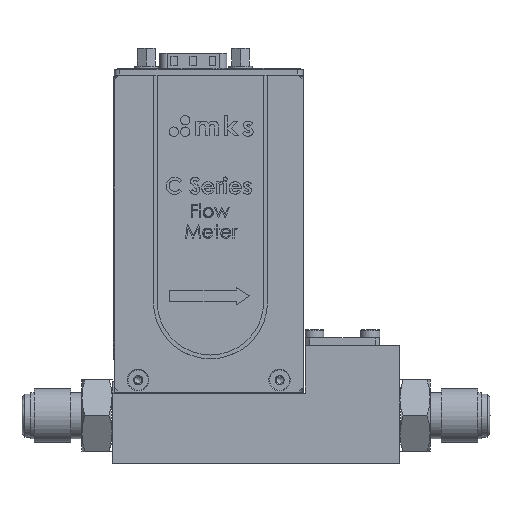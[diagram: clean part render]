
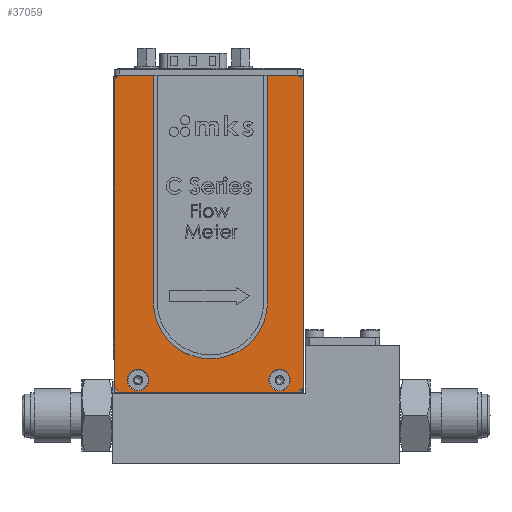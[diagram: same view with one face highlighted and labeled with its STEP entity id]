
A CAD part, top view. The second image highlights one B-rep face of the part: STEP entity #37059.
In plain terms, the highlighted planar face has unit normal (0, 0, 1).
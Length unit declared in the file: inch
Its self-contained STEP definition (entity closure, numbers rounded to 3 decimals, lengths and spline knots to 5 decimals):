
#178 = CARTESIAN_POINT ( 'NONE',  ( 0.95447, 3.001, 0.498 ) ) ;
#234 = EDGE_LOOP ( 'NONE', ( #30962, #65908, #30968, #19765, #99456, #12392, #98203, #96682 ) ) ;
#881 = CARTESIAN_POINT ( 'NONE',  ( 1.61347, 3.076, 0.498 ) ) ;
#2852 = VECTOR ( 'NONE', #86073, 39.37008 ) ;
#3289 = AXIS2_PLACEMENT_3D ( 'NONE', #40081, #95056, #47948 ) ;
#5862 = CARTESIAN_POINT ( 'NONE',  ( -0.30653, 3.126, 0.498 ) ) ;
#6027 = AXIS2_PLACEMENT_3D ( 'NONE', #10016, #64831, #17956 ) ;
#6489 = AXIS2_PLACEMENT_3D ( 'NONE', #63107, #16227, #71008 ) ;
#6832 = EDGE_LOOP ( 'NONE', ( #24141 ) ) ;
#7896 = CARTESIAN_POINT ( 'NONE',  ( 1.61347, -0.129, 0.498 ) ) ;
#10016 = CARTESIAN_POINT ( 'NONE',  ( 1.36847, -0.053, 0.498 ) ) ;
#10372 = EDGE_LOOP ( 'NONE', ( #19557 ) ) ;
#10626 = CARTESIAN_POINT ( 'NONE',  ( 1.61347, 3.076, 0.498 ) ) ;
#11441 = CARTESIAN_POINT ( 'NONE',  ( 0.86847, 3.001, 0.498 ) ) ;
#12392 = ORIENTED_EDGE ( 'NONE', *, *, #59582, .T. ) ;
#12562 = VECTOR ( 'NONE', #81230, 39.37008 ) ;
#16227 = DIRECTION ( 'NONE',  ( 0., 0., 1. ) ) ;
#17956 = DIRECTION ( 'NONE',  ( 1., 0., 0. ) ) ;
#18357 = EDGE_CURVE ( 'NONE', #33690, #76342, #59385, .T. ) ;
#19036 = VECTOR ( 'NONE', #62275, 39.37008 ) ;
#19318 = DIRECTION ( 'NONE',  ( 1., 0., 0. ) ) ;
#19535 = EDGE_CURVE ( 'NONE', #55699, #55699, #98378, .T. ) ;
#19557 = ORIENTED_EDGE ( 'NONE', *, *, #35212, .F. ) ;
#19765 = ORIENTED_EDGE ( 'NONE', *, *, #18357, .T. ) ;
#22610 = DIRECTION ( 'NONE',  ( -0.707, 0.707, 0. ) ) ;
#23267 = EDGE_CURVE ( 'NONE', #93909, #93581, #97595, .T. ) ;
#23704 = LINE ( 'NONE', #101260, #2852 ) ;
#24141 = ORIENTED_EDGE ( 'NONE', *, *, #88171, .F. ) ;
#24779 = EDGE_CURVE ( 'NONE', #96058, #33690, #80011, .T. ) ;
#25033 = VERTEX_POINT ( 'NONE', #29675 ) ;
#26901 = DIRECTION ( 'NONE',  ( 0.707, -0.707, 0. ) ) ;
#29435 = VECTOR ( 'NONE', #56000, 39.37008 ) ;
#29675 = CARTESIAN_POINT ( 'NONE',  ( 1.15447, 3.001, 0.498 ) ) ;
#30962 = ORIENTED_EDGE ( 'NONE', *, *, #88811, .T. ) ;
#30968 = ORIENTED_EDGE ( 'NONE', *, *, #24779, .T. ) ;
#31914 = VERTEX_POINT ( 'NONE', #39604 ) ;
#33690 = VERTEX_POINT ( 'NONE', #48997 ) ;
#33782 = DIRECTION ( 'NONE',  ( 1., 0., 0. ) ) ;
#35212 = EDGE_CURVE ( 'NONE', #25033, #25033, #36661, .T. ) ;
#36661 = CIRCLE ( 'NONE', #6489, 0.086 ) ;
#36814 = VERTEX_POINT ( 'NONE', #178 ) ;
#37059 = ADVANCED_FACE ( 'NONE', ( #59366, #75310, #56896, #96274, #98764 ), #41132, .F. ) ;
#38460 = AXIS2_PLACEMENT_3D ( 'NONE', #11441, #66237, #19318 ) ;
#38718 = CIRCLE ( 'NONE', #3289, 0.1125 ) ;
#39604 = CARTESIAN_POINT ( 'NONE',  ( 0.00497, -0.053, 0.498 ) ) ;
#40081 = CARTESIAN_POINT ( 'NONE',  ( -0.10753, -0.053, 0.498 ) ) ;
#40502 = EDGE_CURVE ( 'NONE', #68258, #96058, #72195, .T. ) ;
#41132 = PLANE ( 'NONE',  #43957 ) ;
#41251 = LINE ( 'NONE', #10626, #101527 ) ;
#41510 = EDGE_LOOP ( 'NONE', ( #44209 ) ) ;
#41791 = DIRECTION ( 'NONE',  ( 0., 0., -1. ) ) ;
#43199 = LINE ( 'NONE', #88820, #12562 ) ;
#43663 = CARTESIAN_POINT ( 'NONE',  ( 1.56347, 3.126, 0.498 ) ) ;
#43957 = AXIS2_PLACEMENT_3D ( 'NONE', #88825, #41791, #96742 ) ;
#44209 = ORIENTED_EDGE ( 'NONE', *, *, #94868, .F. ) ;
#44557 = EDGE_CURVE ( 'NONE', #76342, #53492, #43199, .T. ) ;
#45906 = CIRCLE ( 'NONE', #38460, 0.086 ) ;
#47948 = DIRECTION ( 'NONE',  ( 1., 0., 0. ) ) ;
#48132 = CARTESIAN_POINT ( 'NONE',  ( -0.35653, 3.126, 0.498 ) ) ;
#48898 = ORIENTED_EDGE ( 'NONE', *, *, #19535, .F. ) ;
#48997 = CARTESIAN_POINT ( 'NONE',  ( 1.56347, -0.179, 0.498 ) ) ;
#51293 = EDGE_CURVE ( 'NONE', #82001, #93909, #92127, .T. ) ;
#53492 = VERTEX_POINT ( 'NONE', #881 ) ;
#53537 = CARTESIAN_POINT ( 'NONE',  ( 1.56347, -0.179, 0.498 ) ) ;
#54214 = CARTESIAN_POINT ( 'NONE',  ( -0.35653, 3.076, 0.498 ) ) ;
#55699 = VERTEX_POINT ( 'NONE', #99754 ) ;
#56000 = DIRECTION ( 'NONE',  ( -1., 0., 0. ) ) ;
#56496 = EDGE_LOOP ( 'NONE', ( #48898 ) ) ;
#56748 = CARTESIAN_POINT ( 'NONE',  ( -0.35653, -0.179, 0.498 ) ) ;
#56896 = FACE_BOUND ( 'NONE', #41510, .T. ) ;
#59366 = FACE_BOUND ( 'NONE', #10372, .T. ) ;
#59385 = LINE ( 'NONE', #53537, #77847 ) ;
#59582 = EDGE_CURVE ( 'NONE', #53492, #82001, #41251, .T. ) ;
#61460 = DIRECTION ( 'NONE',  ( 0.707, 0.707, 0. ) ) ;
#61610 = VECTOR ( 'NONE', #33782, 39.37008 ) ;
#62275 = DIRECTION ( 'NONE',  ( -0.707, -0.707, 0. ) ) ;
#63107 = CARTESIAN_POINT ( 'NONE',  ( 1.06847, 3.001, 0.498 ) ) ;
#64831 = DIRECTION ( 'NONE',  ( 0., 0., 1. ) ) ;
#65908 = ORIENTED_EDGE ( 'NONE', *, *, #40502, .T. ) ;
#66237 = DIRECTION ( 'NONE',  ( 0., 0., 1. ) ) ;
#68258 = VERTEX_POINT ( 'NONE', #71779 ) ;
#71008 = DIRECTION ( 'NONE',  ( 1., 0., 0. ) ) ;
#71779 = CARTESIAN_POINT ( 'NONE',  ( -0.35653, -0.129, 0.498 ) ) ;
#72195 = LINE ( 'NONE', #97306, #90699 ) ;
#75310 = FACE_BOUND ( 'NONE', #6832, .T. ) ;
#76342 = VERTEX_POINT ( 'NONE', #7896 ) ;
#77847 = VECTOR ( 'NONE', #61460, 39.37008 ) ;
#80011 = LINE ( 'NONE', #56748, #61610 ) ;
#81230 = DIRECTION ( 'NONE',  ( 0., 1., 0. ) ) ;
#82001 = VERTEX_POINT ( 'NONE', #43663 ) ;
#86073 = DIRECTION ( 'NONE',  ( 0., -1., 0. ) ) ;
#86463 = CARTESIAN_POINT ( 'NONE',  ( -0.30653, -0.179, 0.498 ) ) ;
#88171 = EDGE_CURVE ( 'NONE', #36814, #36814, #45906, .T. ) ;
#88811 = EDGE_CURVE ( 'NONE', #93581, #68258, #23704, .T. ) ;
#88820 = CARTESIAN_POINT ( 'NONE',  ( 1.61347, -0.179, 0.498 ) ) ;
#88825 = CARTESIAN_POINT ( 'NONE',  ( -0.35653, -0.179, 0.498 ) ) ;
#90699 = VECTOR ( 'NONE', #26901, 39.37008 ) ;
#92127 = LINE ( 'NONE', #48132, #29435 ) ;
#93581 = VERTEX_POINT ( 'NONE', #54214 ) ;
#93909 = VERTEX_POINT ( 'NONE', #5862 ) ;
#94868 = EDGE_CURVE ( 'NONE', #31914, #31914, #38718, .T. ) ;
#95056 = DIRECTION ( 'NONE',  ( 0., 0., 1. ) ) ;
#96058 = VERTEX_POINT ( 'NONE', #86463 ) ;
#96274 = FACE_BOUND ( 'NONE', #56496, .T. ) ;
#96682 = ORIENTED_EDGE ( 'NONE', *, *, #23267, .T. ) ;
#96742 = DIRECTION ( 'NONE',  ( -1., 0., 0. ) ) ;
#97306 = CARTESIAN_POINT ( 'NONE',  ( -0.35653, -0.129, 0.498 ) ) ;
#97595 = LINE ( 'NONE', #101515, #19036 ) ;
#98203 = ORIENTED_EDGE ( 'NONE', *, *, #51293, .T. ) ;
#98378 = CIRCLE ( 'NONE', #6027, 0.1125 ) ;
#98764 = FACE_OUTER_BOUND ( 'NONE', #234, .T. ) ;
#99456 = ORIENTED_EDGE ( 'NONE', *, *, #44557, .T. ) ;
#99754 = CARTESIAN_POINT ( 'NONE',  ( 1.48097, -0.053, 0.498 ) ) ;
#101260 = CARTESIAN_POINT ( 'NONE',  ( -0.35653, -0.179, 0.498 ) ) ;
#101515 = CARTESIAN_POINT ( 'NONE',  ( -0.30653, 3.126, 0.498 ) ) ;
#101527 = VECTOR ( 'NONE', #22610, 39.37008 ) ;
